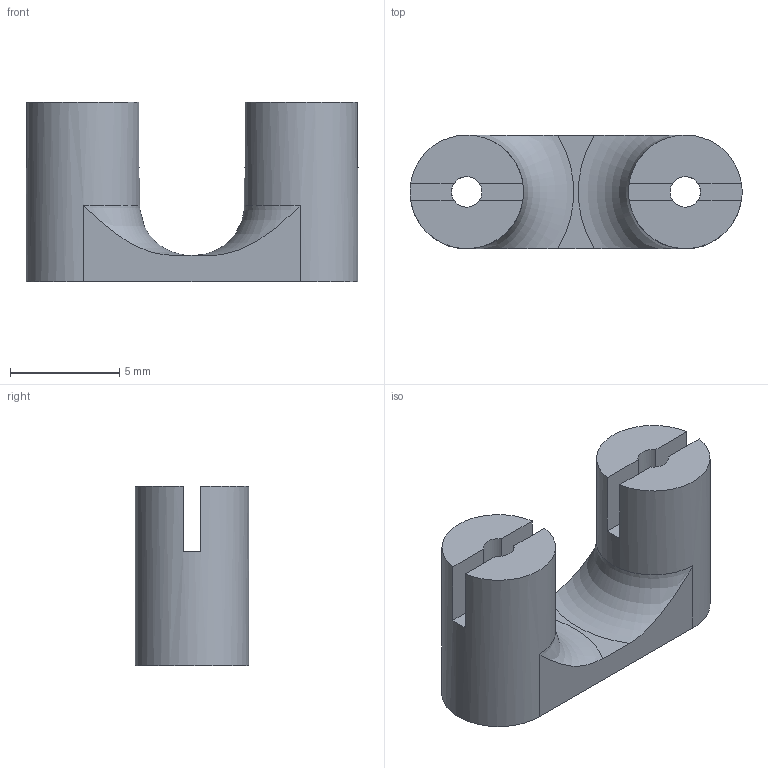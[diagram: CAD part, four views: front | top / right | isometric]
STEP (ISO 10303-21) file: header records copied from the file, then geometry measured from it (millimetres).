
FILE_DESCRIPTION(('HOOPS Exchange Step'),'2;1');
FILE_NAME('temp_export','2025-09-24T10:51:03-04:00',('zaca'),('Shapr3D Limited'),'HOOPS Exchange 2024.8','Shapr3D','Authorized');
FILE_SCHEMA( ('AP242_MANAGED_MODEL_BASED_3D_ENGINEERING_MIM_LF {1 0 10303 442 1 1 4}') );
Length unit declared in the file: millimetre
Products named in the file (2): wire clips; root
Assembly tree (1 placements, depth 2):
  root
    wire clips
Bounding box: 15.19 x 5.2 x 8.2 mm (x, y, z)
Volume: 335.3 mm3; surface area: 531.2 mm2
Topology: 1 solids, 1 shells, 32 faces, 96 edges, 66 vertices
Faces by surface type: plane 22, cylinder 6, cone 2, torus 2
Full cylindrical faces by diameter (mm): 1.4 x2, 2.2 x2, 5.2 x2
Entity records: 1286 total; most frequent: CARTESIAN_POINT 312, DIRECTION 207, ORIENTED_EDGE 192, EDGE_CURVE 96, AXIS2_PLACEMENT_3D 79, VERTEX_POINT 66, VECTOR 49, LINE 49
